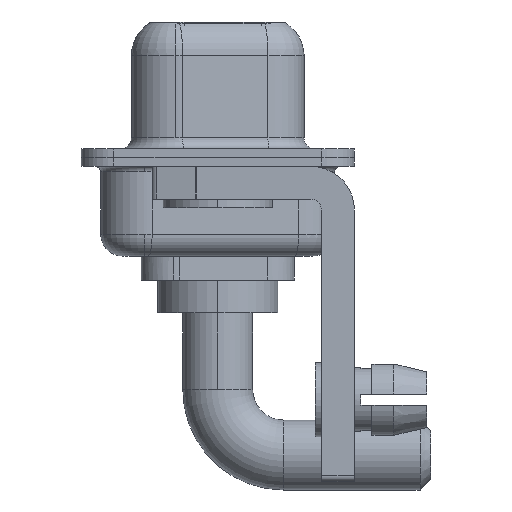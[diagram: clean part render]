
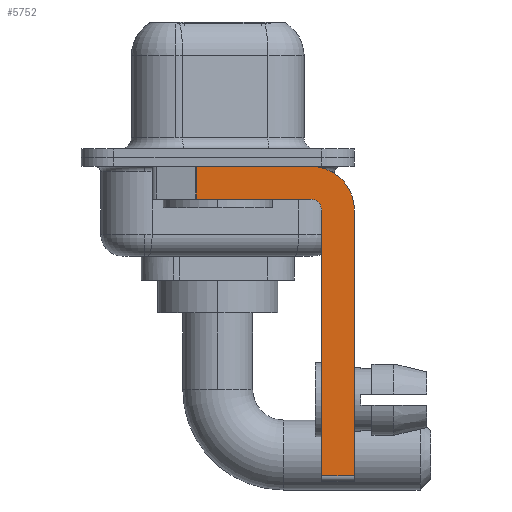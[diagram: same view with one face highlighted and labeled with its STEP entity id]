
A CAD part, left-side view. The second image highlights one B-rep face of the part: STEP entity #5752.
In plain terms, the highlighted planar face has unit normal (-1, 0, 0).
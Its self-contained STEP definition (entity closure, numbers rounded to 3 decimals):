
#820 = CIRCLE ( 'NONE', #11152, 0.5 ) ;
#909 = VECTOR ( 'NONE', #2312, 1000. ) ;
#1346 = CARTESIAN_POINT ( 'NONE',  ( -2.9, -4.25, -1.9 ) ) ;
#1390 = EDGE_CURVE ( 'NONE', #12445, #6423, #3311, .T. ) ;
#1483 = CARTESIAN_POINT ( 'NONE',  ( -2.9, 3., -0.4 ) ) ;
#1522 = LINE ( 'NONE', #12994, #5947 ) ;
#1849 = EDGE_CURVE ( 'NONE', #9140, #8359, #820, .T. ) ;
#2030 = CARTESIAN_POINT ( 'NONE',  ( -2.9, -6.25, -14.55 ) ) ;
#2230 = LINE ( 'NONE', #1346, #14359 ) ;
#2251 = EDGE_LOOP ( 'NONE', ( #11124, #7197, #4061, #2391, #11168, #7034, #7439, #5306 ) ) ;
#2312 = DIRECTION ( 'NONE',  ( 0., 0., -1. ) ) ;
#2391 = ORIENTED_EDGE ( 'NONE', *, *, #1849, .F. ) ;
#2460 = VERTEX_POINT ( 'NONE', #2030 ) ;
#2621 = CARTESIAN_POINT ( 'NONE',  ( -2.9, -6.25, -2.4 ) ) ;
#2682 = VERTEX_POINT ( 'NONE', #6738 ) ;
#2690 = DIRECTION ( 'NONE',  ( 0., -1., 0. ) ) ;
#3113 = DIRECTION ( 'NONE',  ( 0., 0., -1. ) ) ;
#3311 = LINE ( 'NONE', #14437, #3564 ) ;
#3564 = VECTOR ( 'NONE', #5749, 1000. ) ;
#3702 = CARTESIAN_POINT ( 'NONE',  ( -2.9, 0.978, -1.9 ) ) ;
#4061 = ORIENTED_EDGE ( 'NONE', *, *, #13642, .F. ) ;
#4337 = CARTESIAN_POINT ( 'NONE',  ( -2.9, -4.25, -1.9 ) ) ;
#4400 = PLANE ( 'NONE',  #9432 ) ;
#4552 = CARTESIAN_POINT ( 'NONE',  ( -2.9, -4.25, -2.4 ) ) ;
#4938 = AXIS2_PLACEMENT_3D ( 'NONE', #8613, #5244, #3113 ) ;
#5031 = CARTESIAN_POINT ( 'NONE',  ( -2.9, -4.75, -2.4 ) ) ;
#5157 = EDGE_CURVE ( 'NONE', #7427, #2460, #9005, .T. ) ;
#5244 = DIRECTION ( 'NONE',  ( 1., 0., 0. ) ) ;
#5306 = ORIENTED_EDGE ( 'NONE', *, *, #13568, .F. ) ;
#5418 = DIRECTION ( 'NONE',  ( 0., 0., 1. ) ) ;
#5568 = DIRECTION ( 'NONE',  ( 0., -1., 0. ) ) ;
#5572 = DIRECTION ( 'NONE',  ( -1., 0., 0. ) ) ;
#5749 = DIRECTION ( 'NONE',  ( 0., 0., -1. ) ) ;
#5752 = ADVANCED_FACE ( 'NONE', ( #6532 ), #4400, .F. ) ;
#5947 = VECTOR ( 'NONE', #2690, 1000. ) ;
#6423 = VERTEX_POINT ( 'NONE', #3702 ) ;
#6532 = FACE_OUTER_BOUND ( 'NONE', #2251, .T. ) ;
#6685 = DIRECTION ( 'NONE',  ( 0., 0., -1. ) ) ;
#6738 = CARTESIAN_POINT ( 'NONE',  ( -2.9, -4.25, -0.4 ) ) ;
#7034 = ORIENTED_EDGE ( 'NONE', *, *, #12833, .T. ) ;
#7197 = ORIENTED_EDGE ( 'NONE', *, *, #1390, .T. ) ;
#7427 = VERTEX_POINT ( 'NONE', #2621 ) ;
#7439 = ORIENTED_EDGE ( 'NONE', *, *, #5157, .F. ) ;
#7778 = DIRECTION ( 'NONE',  ( 1., 0., 0. ) ) ;
#8359 = VERTEX_POINT ( 'NONE', #4337 ) ;
#8613 = CARTESIAN_POINT ( 'NONE',  ( -2.9, -4.25, -2.4 ) ) ;
#9005 = LINE ( 'NONE', #13510, #909 ) ;
#9140 = VERTEX_POINT ( 'NONE', #5031 ) ;
#9432 = AXIS2_PLACEMENT_3D ( 'NONE', #4552, #7778, #6685 ) ;
#10209 = CARTESIAN_POINT ( 'NONE',  ( -2.9, -4.25, -2.4 ) ) ;
#10343 = CIRCLE ( 'NONE', #4938, 2. ) ;
#10703 = DIRECTION ( 'NONE',  ( 0., 0., 1. ) ) ;
#10968 = VERTEX_POINT ( 'NONE', #12815 ) ;
#11124 = ORIENTED_EDGE ( 'NONE', *, *, #12093, .F. ) ;
#11152 = AXIS2_PLACEMENT_3D ( 'NONE', #10209, #5572, #5418 ) ;
#11168 = ORIENTED_EDGE ( 'NONE', *, *, #12550, .F. ) ;
#11342 = VECTOR ( 'NONE', #10703, 1000. ) ;
#11592 = CARTESIAN_POINT ( 'NONE',  ( -2.9, 0.978, -0.4 ) ) ;
#11722 = LINE ( 'NONE', #11874, #11342 ) ;
#11791 = VECTOR ( 'NONE', #5568, 1000. ) ;
#11874 = CARTESIAN_POINT ( 'NONE',  ( -2.9, -4.75, -14.8 ) ) ;
#12093 = EDGE_CURVE ( 'NONE', #12445, #2682, #13150, .T. ) ;
#12445 = VERTEX_POINT ( 'NONE', #11592 ) ;
#12550 = EDGE_CURVE ( 'NONE', #10968, #9140, #11722, .T. ) ;
#12815 = CARTESIAN_POINT ( 'NONE',  ( -2.9, -4.75, -14.55 ) ) ;
#12833 = EDGE_CURVE ( 'NONE', #10968, #2460, #1522, .T. ) ;
#12994 = CARTESIAN_POINT ( 'NONE',  ( -2.9, -4.25, -14.55 ) ) ;
#13150 = LINE ( 'NONE', #1483, #11791 ) ;
#13510 = CARTESIAN_POINT ( 'NONE',  ( -2.9, -6.25, -2.4 ) ) ;
#13568 = EDGE_CURVE ( 'NONE', #2682, #7427, #10343, .T. ) ;
#13628 = DIRECTION ( 'NONE',  ( 0., 1., 0. ) ) ;
#13642 = EDGE_CURVE ( 'NONE', #8359, #6423, #2230, .T. ) ;
#14359 = VECTOR ( 'NONE', #13628, 1000. ) ;
#14437 = CARTESIAN_POINT ( 'NONE',  ( -2.9, 0.978, -1.9 ) ) ;
